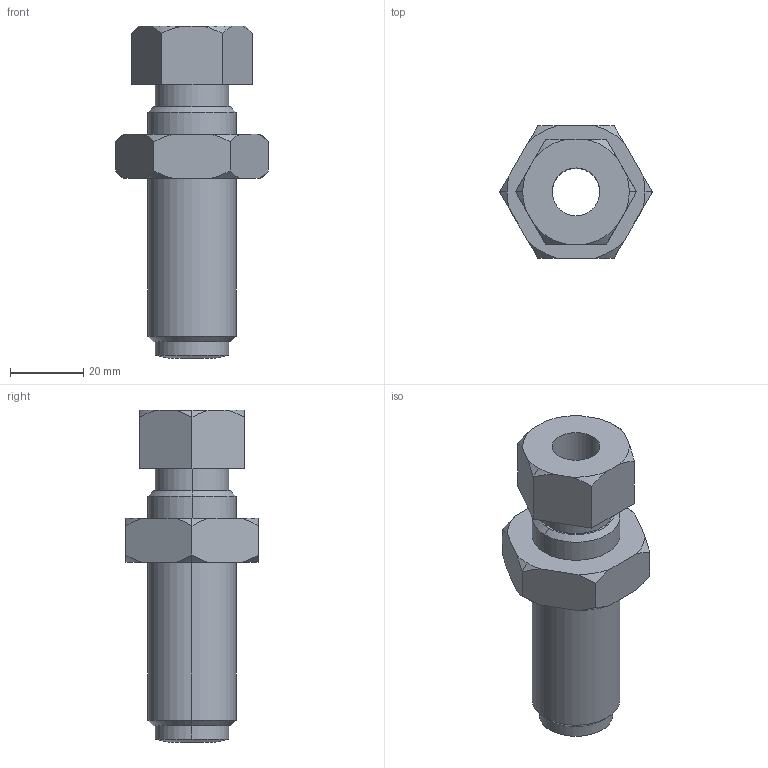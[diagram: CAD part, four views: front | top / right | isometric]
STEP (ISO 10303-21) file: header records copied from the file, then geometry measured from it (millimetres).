
FILE_DESCRIPTION((''),'2;1');
FILE_NAME('2475F.stp','2000-12-04T11:31:46',(''),(''),'AutoCAD STEP 2000','AutoCAD 2000',', , ');
FILE_SCHEMA(('CONFIG_CONTROL_DESIGN'));
Length unit declared in the file: millimetre
Bounding box: 41.57 x 36 x 90.44 mm (x, y, z)
Volume: 39256.7 mm3; surface area: 15635.3 mm2
Topology: 2 solids, 4 shells, 85 faces, 212 edges, 138 vertices
Faces by surface type: plane 46, cone 20, cylinder 10, bspline 8, sphere 1
Entity records: 2681 total; most frequent: CARTESIAN_POINT 644, ORIENTED_EDGE 424, DIRECTION 380, EDGE_CURVE 212, VERTEX_POINT 138, VECTOR 128, LINE 128, AXIS2_PLACEMENT_3D 126
